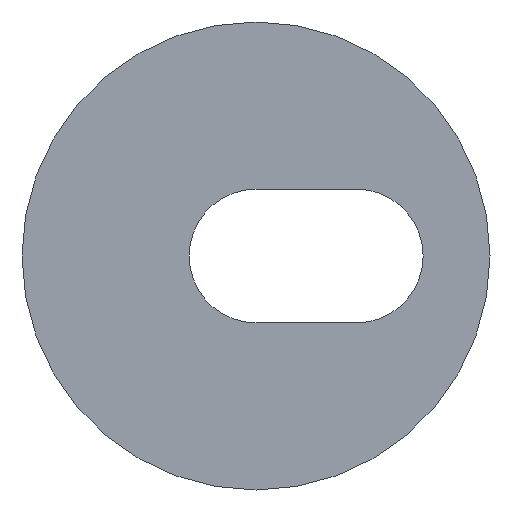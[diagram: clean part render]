
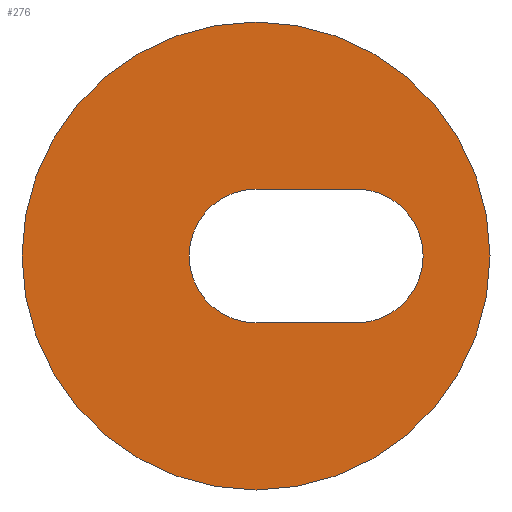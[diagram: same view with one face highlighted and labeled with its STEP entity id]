
A CAD part, front view. The second image highlights one B-rep face of the part: STEP entity #276.
In plain terms, the highlighted planar face has unit normal (0, -1, 0).
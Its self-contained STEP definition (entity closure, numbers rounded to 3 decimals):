
#13 = DIRECTION ( 'NONE',  ( 0., 1., 0. ) ) ;
#18 = CIRCLE ( 'NONE', #354, 7. ) ;
#19 = EDGE_CURVE ( 'NONE', #51, #271, #284, .T. ) ;
#25 = CARTESIAN_POINT ( 'NONE',  ( 0., 0.5, 2. ) ) ;
#26 = EDGE_CURVE ( 'NONE', #271, #182, #109, .T. ) ;
#30 = DIRECTION ( 'NONE',  ( 0., 0., 1. ) ) ;
#44 = DIRECTION ( 'NONE',  ( 0., 0., 1. ) ) ;
#45 = EDGE_LOOP ( 'NONE', ( #300, #374, #282, #48 ) ) ;
#47 = DIRECTION ( 'NONE',  ( 0., 1., 0. ) ) ;
#48 = ORIENTED_EDGE ( 'NONE', *, *, #26, .T. ) ;
#51 = VERTEX_POINT ( 'NONE', #255 ) ;
#75 = AXIS2_PLACEMENT_3D ( 'NONE', #220, #319, #30 ) ;
#80 = DIRECTION ( 'NONE',  ( 0., 0., 1. ) ) ;
#81 = VERTEX_POINT ( 'NONE', #421 ) ;
#86 = CARTESIAN_POINT ( 'NONE',  ( 0., 0.5, 0. ) ) ;
#97 = DIRECTION ( 'NONE',  ( 0., 0., 1. ) ) ;
#109 = CIRCLE ( 'NONE', #75, 2. ) ;
#112 = DIRECTION ( 'NONE',  ( 0., 1., 0. ) ) ;
#120 = VERTEX_POINT ( 'NONE', #423 ) ;
#121 = CARTESIAN_POINT ( 'NONE',  ( 0., 0.5, 0. ) ) ;
#123 = EDGE_CURVE ( 'NONE', #120, #273, #285, .T. ) ;
#132 = DIRECTION ( 'NONE',  ( 0., 1., 0. ) ) ;
#145 = FACE_BOUND ( 'NONE', #45, .T. ) ;
#161 = VECTOR ( 'NONE', #390, 1000. ) ;
#163 = EDGE_CURVE ( 'NONE', #182, #81, #292, .T. ) ;
#182 = VERTEX_POINT ( 'NONE', #334 ) ;
#207 = FACE_OUTER_BOUND ( 'NONE', #413, .T. ) ;
#210 = DIRECTION ( 'NONE',  ( 0., 0., 1. ) ) ;
#220 = CARTESIAN_POINT ( 'NONE',  ( 3., 0.5, 0. ) ) ;
#223 = AXIS2_PLACEMENT_3D ( 'NONE', #270, #112, #80 ) ;
#253 = DIRECTION ( 'NONE',  ( 1., 0., 0. ) ) ;
#255 = CARTESIAN_POINT ( 'NONE',  ( 0., 0.5, 2. ) ) ;
#270 = CARTESIAN_POINT ( 'NONE',  ( 0., 0.5, 0. ) ) ;
#271 = VERTEX_POINT ( 'NONE', #338 ) ;
#272 = CARTESIAN_POINT ( 'NONE',  ( 0., 0.5, -7. ) ) ;
#273 = VERTEX_POINT ( 'NONE', #272 ) ;
#276 = ADVANCED_FACE ( 'NONE', ( #145, #207 ), #277, .F. ) ;
#277 = PLANE ( 'NONE',  #344 ) ;
#282 = ORIENTED_EDGE ( 'NONE', *, *, #19, .T. ) ;
#284 = LINE ( 'NONE', #25, #380 ) ;
#285 = CIRCLE ( 'NONE', #373, 7. ) ;
#292 = LINE ( 'NONE', #396, #161 ) ;
#300 = ORIENTED_EDGE ( 'NONE', *, *, #163, .T. ) ;
#319 = DIRECTION ( 'NONE',  ( 0., 1., 0. ) ) ;
#333 = CIRCLE ( 'NONE', #223, 2. ) ;
#334 = CARTESIAN_POINT ( 'NONE',  ( 3., 0.5, -2. ) ) ;
#338 = CARTESIAN_POINT ( 'NONE',  ( 3., 0.5, 2. ) ) ;
#344 = AXIS2_PLACEMENT_3D ( 'NONE', #121, #13, #44 ) ;
#354 = AXIS2_PLACEMENT_3D ( 'NONE', #86, #47, #210 ) ;
#356 = EDGE_CURVE ( 'NONE', #81, #51, #333, .T. ) ;
#365 = EDGE_CURVE ( 'NONE', #273, #120, #18, .T. ) ;
#371 = ORIENTED_EDGE ( 'NONE', *, *, #365, .F. ) ;
#373 = AXIS2_PLACEMENT_3D ( 'NONE', #415, #132, #97 ) ;
#374 = ORIENTED_EDGE ( 'NONE', *, *, #356, .T. ) ;
#380 = VECTOR ( 'NONE', #253, 1000. ) ;
#390 = DIRECTION ( 'NONE',  ( -1., 0., 0. ) ) ;
#396 = CARTESIAN_POINT ( 'NONE',  ( 0., 0.5, -2. ) ) ;
#397 = ORIENTED_EDGE ( 'NONE', *, *, #123, .F. ) ;
#413 = EDGE_LOOP ( 'NONE', ( #371, #397 ) ) ;
#415 = CARTESIAN_POINT ( 'NONE',  ( 0., 0.5, 0. ) ) ;
#421 = CARTESIAN_POINT ( 'NONE',  ( 0., 0.5, -2. ) ) ;
#423 = CARTESIAN_POINT ( 'NONE',  ( 0., 0.5, 7. ) ) ;
